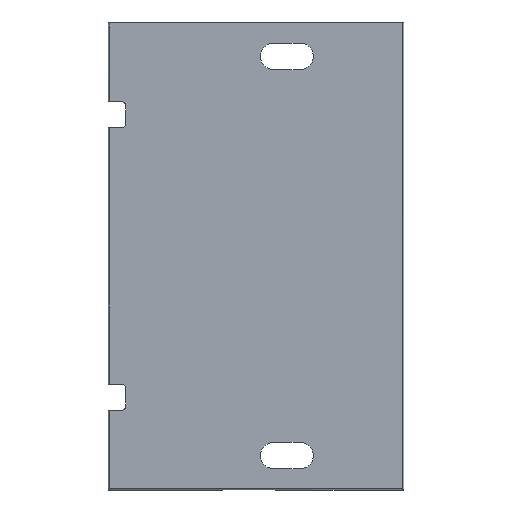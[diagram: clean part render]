
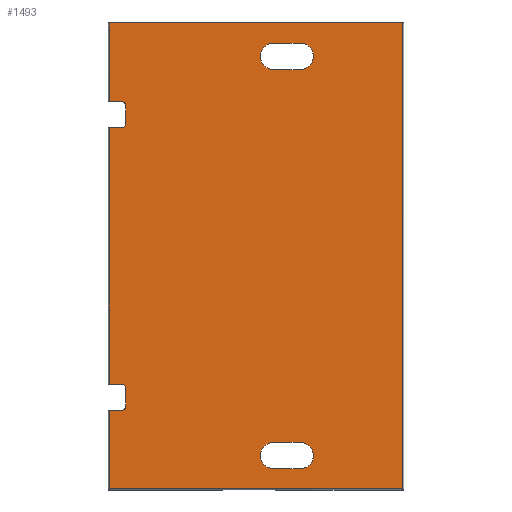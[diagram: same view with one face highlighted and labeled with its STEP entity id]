
A CAD part, top view. The second image highlights one B-rep face of the part: STEP entity #1493.
In plain terms, the highlighted planar face has unit normal (0, 0, 1).
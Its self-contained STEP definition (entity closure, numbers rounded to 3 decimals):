
#60=CARTESIAN_POINT('',(130.,-452.,1.5));
#61=VERTEX_POINT('',#60);
#68=CARTESIAN_POINT('',(100.,-422.,1.5));
#69=VERTEX_POINT('',#68);
#70=CARTESIAN_POINT('',(100.,-452.,1.5));
#71=DIRECTION('',(0.0,0.0,1.0));
#72=DIRECTION('',(-1.0,0.0,0.0));
#73=AXIS2_PLACEMENT_3D('',#70,#71,#72);
#74=CIRCLE('',#73,30.);
#75=EDGE_CURVE('',#61,#69,#74,.T.);
#102=CARTESIAN_POINT('',(130.,452.,1.5));
#103=VERTEX_POINT('',#102);
#110=CARTESIAN_POINT('',(100.,482.,1.5));
#111=VERTEX_POINT('',#110);
#112=CARTESIAN_POINT('',(100.,452.,1.5));
#113=DIRECTION('',(0.0,0.0,1.0));
#114=DIRECTION('',(1.0,0.0,0.0));
#115=AXIS2_PLACEMENT_3D('',#112,#113,#114);
#116=CIRCLE('',#115,30.);
#117=EDGE_CURVE('',#103,#111,#116,.T.);
#263=CARTESIAN_POINT('',(-305.,-290.,1.5));
#264=VERTEX_POINT('',#263);
#271=CARTESIAN_POINT('',(-332.763,-290.,1.5));
#272=VERTEX_POINT('',#271);
#273=CARTESIAN_POINT('',(-305.,-290.,1.5));
#274=DIRECTION('',(-1.0,0.0,0.0));
#275=VECTOR('',#274,27.763);
#276=LINE('',#273,#275);
#277=EDGE_CURVE('',#264,#272,#276,.T.);
#333=CARTESIAN_POINT('',(-332.763,-350.,1.5));
#334=VERTEX_POINT('',#333);
#335=CARTESIAN_POINT('',(-305.,-350.,1.5));
#336=VERTEX_POINT('',#335);
#337=CARTESIAN_POINT('',(-332.763,-350.,1.5));
#338=DIRECTION('',(1.0,0.0,0.0));
#339=VECTOR('',#338,27.763);
#340=LINE('',#337,#339);
#341=EDGE_CURVE('',#334,#336,#340,.T.);
#413=CARTESIAN_POINT('',(-332.763,290.,1.5));
#414=VERTEX_POINT('',#413);
#415=CARTESIAN_POINT('',(-305.,290.,1.5));
#416=VERTEX_POINT('',#415);
#417=CARTESIAN_POINT('',(-332.763,290.,1.5));
#418=DIRECTION('',(1.0,0.0,0.0));
#419=VECTOR('',#418,27.763);
#420=LINE('',#417,#419);
#421=EDGE_CURVE('',#414,#416,#420,.T.);
#503=CARTESIAN_POINT('',(-305.,350.,1.5));
#504=VERTEX_POINT('',#503);
#511=CARTESIAN_POINT('',(-332.763,350.,1.5));
#512=VERTEX_POINT('',#511);
#513=CARTESIAN_POINT('',(-305.,350.,1.5));
#514=DIRECTION('',(-1.0,0.0,0.0));
#515=VECTOR('',#514,27.763);
#516=LINE('',#513,#515);
#517=EDGE_CURVE('',#504,#512,#516,.T.);
#716=CARTESIAN_POINT('',(-332.763,-527.763,1.5));
#717=VERTEX_POINT('',#716);
#718=CARTESIAN_POINT('',(-332.763,-350.,1.5));
#719=DIRECTION('',(0.0,-1.0,0.0));
#720=VECTOR('',#719,177.763);
#721=LINE('',#718,#720);
#722=EDGE_CURVE('',#334,#717,#721,.T.);
#945=CARTESIAN_POINT('',(-332.763,527.763,1.5));
#946=VERTEX_POINT('',#945);
#947=CARTESIAN_POINT('',(-332.763,527.763,1.5));
#948=DIRECTION('',(0.0,-1.0,0.0));
#949=VECTOR('',#948,177.763);
#950=LINE('',#947,#949);
#951=EDGE_CURVE('',#946,#512,#950,.T.);
#1334=CARTESIAN_POINT('',(366.04,-580.54,1.5));
#1335=DIRECTION('',(0.0,0.0,-1.0));
#1336=DIRECTION('',(-1.0,0.0,0.0));
#1337=AXIS2_PLACEMENT_3D('',#1334,#1335,#1336);
#1338=PLANE('',#1337);
#1339=CARTESIAN_POINT('',(-295.,-340.,1.5));
#1340=VERTEX_POINT('',#1339);
#1341=CARTESIAN_POINT('',(-295.,-300.,1.5));
#1342=VERTEX_POINT('',#1341);
#1343=CARTESIAN_POINT('',(-295.,-340.,1.5));
#1344=DIRECTION('',(0.0,1.0,0.0));
#1345=VECTOR('',#1344,40.);
#1346=LINE('',#1343,#1345);
#1347=EDGE_CURVE('',#1340,#1342,#1346,.T.);
#1348=ORIENTED_EDGE('',*,*,#1347,.F.);
#1349=CARTESIAN_POINT('',(-305.,-340.,1.5));
#1350=DIRECTION('',(0.0,0.0,-1.0));
#1351=DIRECTION('',(-1.0,0.0,0.0));
#1352=AXIS2_PLACEMENT_3D('',#1349,#1350,#1351);
#1353=CIRCLE('',#1352,10.);
#1354=EDGE_CURVE('',#1340,#336,#1353,.T.);
#1355=ORIENTED_EDGE('',*,*,#1354,.T.);
#1356=ORIENTED_EDGE('',*,*,#341,.F.);
#1357=ORIENTED_EDGE('',*,*,#722,.T.);
#1358=CARTESIAN_POINT('',(332.763,-527.763,1.5));
#1359=VERTEX_POINT('',#1358);
#1360=CARTESIAN_POINT('',(-332.763,-527.763,1.5));
#1361=DIRECTION('',(1.0,0.0,0.0));
#1362=VECTOR('',#1361,665.527);
#1363=LINE('',#1360,#1362);
#1364=EDGE_CURVE('',#717,#1359,#1363,.T.);
#1365=ORIENTED_EDGE('',*,*,#1364,.T.);
#1366=CARTESIAN_POINT('',(332.763,527.763,1.5));
#1367=VERTEX_POINT('',#1366);
#1368=CARTESIAN_POINT('',(332.763,-527.763,1.5));
#1369=DIRECTION('',(0.0,1.0,0.0));
#1370=VECTOR('',#1369,1055.527);
#1371=LINE('',#1368,#1370);
#1372=EDGE_CURVE('',#1359,#1367,#1371,.T.);
#1373=ORIENTED_EDGE('',*,*,#1372,.T.);
#1374=CARTESIAN_POINT('',(332.763,527.763,1.5));
#1375=DIRECTION('',(-1.0,0.0,0.0));
#1376=VECTOR('',#1375,665.527);
#1377=LINE('',#1374,#1376);
#1378=EDGE_CURVE('',#1367,#946,#1377,.T.);
#1379=ORIENTED_EDGE('',*,*,#1378,.T.);
#1380=ORIENTED_EDGE('',*,*,#951,.T.);
#1381=ORIENTED_EDGE('',*,*,#517,.F.);
#1382=CARTESIAN_POINT('',(-295.,340.,1.5));
#1383=VERTEX_POINT('',#1382);
#1384=CARTESIAN_POINT('',(-305.,340.,1.5));
#1385=DIRECTION('',(0.0,0.0,-1.0));
#1386=DIRECTION('',(-1.0,0.0,0.0));
#1387=AXIS2_PLACEMENT_3D('',#1384,#1385,#1386);
#1388=CIRCLE('',#1387,10.);
#1389=EDGE_CURVE('',#504,#1383,#1388,.T.);
#1390=ORIENTED_EDGE('',*,*,#1389,.T.);
#1391=CARTESIAN_POINT('',(-295.,300.,1.5));
#1392=VERTEX_POINT('',#1391);
#1393=CARTESIAN_POINT('',(-295.,300.,1.5));
#1394=DIRECTION('',(0.0,1.0,0.0));
#1395=VECTOR('',#1394,40.);
#1396=LINE('',#1393,#1395);
#1397=EDGE_CURVE('',#1392,#1383,#1396,.T.);
#1398=ORIENTED_EDGE('',*,*,#1397,.F.);
#1399=CARTESIAN_POINT('',(-305.,300.,1.5));
#1400=DIRECTION('',(0.0,0.0,-1.0));
#1401=DIRECTION('',(-1.0,0.0,0.0));
#1402=AXIS2_PLACEMENT_3D('',#1399,#1400,#1401);
#1403=CIRCLE('',#1402,10.);
#1404=EDGE_CURVE('',#1392,#416,#1403,.T.);
#1405=ORIENTED_EDGE('',*,*,#1404,.T.);
#1406=ORIENTED_EDGE('',*,*,#421,.F.);
#1407=CARTESIAN_POINT('',(-332.763,290.,1.5));
#1408=DIRECTION('',(0.0,-1.0,0.0));
#1409=VECTOR('',#1408,580.);
#1410=LINE('',#1407,#1409);
#1411=EDGE_CURVE('',#414,#272,#1410,.T.);
#1412=ORIENTED_EDGE('',*,*,#1411,.T.);
#1413=ORIENTED_EDGE('',*,*,#277,.F.);
#1414=CARTESIAN_POINT('',(-305.,-300.,1.5));
#1415=DIRECTION('',(0.0,0.0,-1.0));
#1416=DIRECTION('',(-1.0,0.0,0.0));
#1417=AXIS2_PLACEMENT_3D('',#1414,#1415,#1416);
#1418=CIRCLE('',#1417,10.);
#1419=EDGE_CURVE('',#264,#1342,#1418,.T.);
#1420=ORIENTED_EDGE('',*,*,#1419,.T.);
#1421=EDGE_LOOP('',(#1348,#1355,#1356,#1357,#1365,#1373,#1379,#1380,#1381,#1390,#1398,#1405,#1406,#1412,#1413,#1420));
#1422=FACE_OUTER_BOUND('',#1421,.T.);
#1423=CARTESIAN_POINT('',(40.,482.,1.5));
#1424=VERTEX_POINT('',#1423);
#1425=CARTESIAN_POINT('',(100.,482.,1.5));
#1426=DIRECTION('',(-1.0,0.0,0.0));
#1427=VECTOR('',#1426,60.);
#1428=LINE('',#1425,#1427);
#1429=EDGE_CURVE('',#111,#1424,#1428,.T.);
#1430=ORIENTED_EDGE('',*,*,#1429,.F.);
#1431=ORIENTED_EDGE('',*,*,#117,.F.);
#1432=CARTESIAN_POINT('',(100.,422.,1.5));
#1433=VERTEX_POINT('',#1432);
#1434=CARTESIAN_POINT('',(100.,452.,1.5));
#1435=DIRECTION('',(0.0,0.0,1.0));
#1436=DIRECTION('',(1.0,0.0,0.0));
#1437=AXIS2_PLACEMENT_3D('',#1434,#1435,#1436);
#1438=CIRCLE('',#1437,30.);
#1439=EDGE_CURVE('',#1433,#103,#1438,.T.);
#1440=ORIENTED_EDGE('',*,*,#1439,.F.);
#1441=CARTESIAN_POINT('',(40.,422.,1.5));
#1442=VERTEX_POINT('',#1441);
#1443=CARTESIAN_POINT('',(40.,422.,1.5));
#1444=DIRECTION('',(1.0,0.0,0.0));
#1445=VECTOR('',#1444,60.);
#1446=LINE('',#1443,#1445);
#1447=EDGE_CURVE('',#1442,#1433,#1446,.T.);
#1448=ORIENTED_EDGE('',*,*,#1447,.F.);
#1449=CARTESIAN_POINT('',(40.,452.,1.5));
#1450=DIRECTION('',(0.0,0.0,1.0));
#1451=DIRECTION('',(1.0,0.0,0.0));
#1452=AXIS2_PLACEMENT_3D('',#1449,#1450,#1451);
#1453=CIRCLE('',#1452,30.);
#1454=EDGE_CURVE('',#1424,#1442,#1453,.T.);
#1455=ORIENTED_EDGE('',*,*,#1454,.F.);
#1456=EDGE_LOOP('',(#1430,#1431,#1440,#1448,#1455));
#1457=FACE_BOUND('',#1456,.T.);
#1458=CARTESIAN_POINT('',(40.,-422.,1.5));
#1459=VERTEX_POINT('',#1458);
#1460=CARTESIAN_POINT('',(100.,-422.,1.5));
#1461=DIRECTION('',(-1.0,0.0,0.0));
#1462=VECTOR('',#1461,60.0);
#1463=LINE('',#1460,#1462);
#1464=EDGE_CURVE('',#69,#1459,#1463,.T.);
#1465=ORIENTED_EDGE('',*,*,#1464,.F.);
#1466=ORIENTED_EDGE('',*,*,#75,.F.);
#1467=CARTESIAN_POINT('',(100.,-482.,1.5));
#1468=VERTEX_POINT('',#1467);
#1469=CARTESIAN_POINT('',(100.,-452.,1.5));
#1470=DIRECTION('',(0.0,0.0,1.0));
#1471=DIRECTION('',(-1.0,0.0,0.0));
#1472=AXIS2_PLACEMENT_3D('',#1469,#1470,#1471);
#1473=CIRCLE('',#1472,30.);
#1474=EDGE_CURVE('',#1468,#61,#1473,.T.);
#1475=ORIENTED_EDGE('',*,*,#1474,.F.);
#1476=CARTESIAN_POINT('',(40.,-482.,1.5));
#1477=VERTEX_POINT('',#1476);
#1478=CARTESIAN_POINT('',(40.,-482.,1.5));
#1479=DIRECTION('',(1.0,0.0,0.0));
#1480=VECTOR('',#1479,60.);
#1481=LINE('',#1478,#1480);
#1482=EDGE_CURVE('',#1477,#1468,#1481,.T.);
#1483=ORIENTED_EDGE('',*,*,#1482,.F.);
#1484=CARTESIAN_POINT('',(40.,-452.,1.5));
#1485=DIRECTION('',(0.0,0.0,1.0));
#1486=DIRECTION('',(-1.0,0.0,0.0));
#1487=AXIS2_PLACEMENT_3D('',#1484,#1485,#1486);
#1488=CIRCLE('',#1487,30.);
#1489=EDGE_CURVE('',#1459,#1477,#1488,.T.);
#1490=ORIENTED_EDGE('',*,*,#1489,.F.);
#1491=EDGE_LOOP('',(#1465,#1466,#1475,#1483,#1490));
#1492=FACE_BOUND('',#1491,.T.);
#1493=ADVANCED_FACE('',(#1422,#1457,#1492),#1338,.F.);
